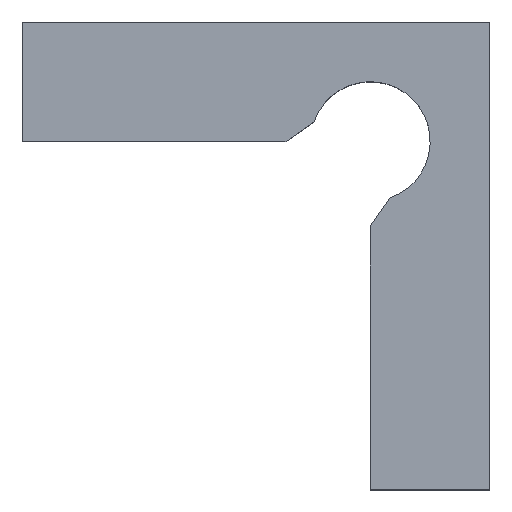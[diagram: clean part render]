
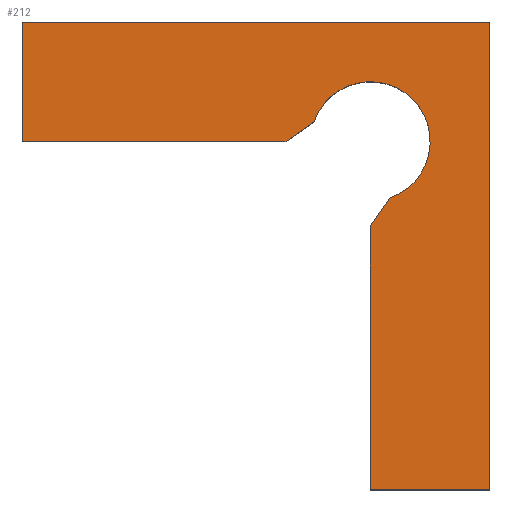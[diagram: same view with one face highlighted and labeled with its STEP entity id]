
A CAD part, top view. The second image highlights one B-rep face of the part: STEP entity #212.
In plain terms, the highlighted planar face has unit normal (0, 0, 1).
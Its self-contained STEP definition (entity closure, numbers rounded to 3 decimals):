
#33=DIRECTION('',(0.816,0.577,0.));
#34=VECTOR('',#33,3.464);
#35=CARTESIAN_POINT('',(26.515,0.,15.));
#36=LINE('',#35,#34);
#37=DIRECTION('',(1.,0.,0.));
#38=VECTOR('',#37,26.515);
#39=CARTESIAN_POINT('',(0.,0.,15.));
#40=LINE('',#39,#38);
#41=DIRECTION('',(0.,-1.,0.));
#42=VECTOR('',#41,12.);
#43=CARTESIAN_POINT('',(0.,12.,15.));
#44=LINE('',#43,#42);
#45=DIRECTION('',(-1.,0.,0.));
#46=VECTOR('',#45,47.);
#47=CARTESIAN_POINT('',(47.,12.,15.));
#48=LINE('',#47,#46);
#49=DIRECTION('',(0.,1.,0.));
#50=VECTOR('',#49,47.);
#51=CARTESIAN_POINT('',(47.,-35.,15.));
#52=LINE('',#51,#50);
#53=DIRECTION('',(1.,0.,0.));
#54=VECTOR('',#53,12.);
#55=CARTESIAN_POINT('',(35.,-35.,15.));
#56=LINE('',#55,#54);
#57=DIRECTION('',(0.,-1.,0.));
#58=VECTOR('',#57,26.515);
#59=CARTESIAN_POINT('',(35.,-8.485,15.));
#60=LINE('',#59,#58);
#61=DIRECTION('',(-0.577,-0.816,0.));
#62=VECTOR('',#61,3.464);
#63=CARTESIAN_POINT('',(37.,-5.657,15.));
#64=LINE('',#63,#62);
#97=CARTESIAN_POINT('',(35.,0.,15.));
#98=DIRECTION('',(0.,0.,-1.));
#99=DIRECTION('',(-0.943,0.333,0.));
#100=AXIS2_PLACEMENT_3D('',#97,#98,#99);
#121=CARTESIAN_POINT('',(35.,-35.,15.));
#122=CARTESIAN_POINT('',(47.,-35.,15.));
#123=VERTEX_POINT('',#121);
#124=VERTEX_POINT('',#122);
#125=CARTESIAN_POINT('',(47.,12.,15.));
#126=VERTEX_POINT('',#125);
#127=CARTESIAN_POINT('',(0.,12.,15.));
#128=VERTEX_POINT('',#127);
#129=CARTESIAN_POINT('',(0.,0.,15.));
#130=VERTEX_POINT('',#129);
#131=CARTESIAN_POINT('',(26.515,0.,15.));
#132=CARTESIAN_POINT('',(29.343,2.,15.));
#133=VERTEX_POINT('',#131);
#134=VERTEX_POINT('',#132);
#143=CARTESIAN_POINT('',(37.,-5.657,15.));
#144=VERTEX_POINT('',#143);
#145=CARTESIAN_POINT('',(35.,-8.485,15.));
#146=VERTEX_POINT('',#145);
#188=CARTESIAN_POINT('',(0.,0.,15.));
#189=DIRECTION('',(0.,0.,1.));
#190=DIRECTION('',(1.,0.,0.));
#191=AXIS2_PLACEMENT_3D('',#188,#189,#190);
#192=PLANE('',#191);
#193=ORIENTED_EDGE('',*,*,#178,.F.);
#195=ORIENTED_EDGE('',*,*,#194,.F.);
#197=ORIENTED_EDGE('',*,*,#196,.F.);
#199=ORIENTED_EDGE('',*,*,#198,.F.);
#201=ORIENTED_EDGE('',*,*,#200,.F.);
#203=ORIENTED_EDGE('',*,*,#202,.F.);
#205=ORIENTED_EDGE('',*,*,#204,.F.);
#207=ORIENTED_EDGE('',*,*,#206,.F.);
#209=ORIENTED_EDGE('',*,*,#208,.F.);
#210=EDGE_LOOP('',(#193,#195,#197,#199,#201,#203,#205,#207,#209));
#211=FACE_OUTER_BOUND('',#210,.F.);
#212=ADVANCED_FACE('',(#211),#192,.T.);
#101=CIRCLE('',#100,6.);
#178=EDGE_CURVE('',#133,#134,#36,.T.);
#194=EDGE_CURVE('',#130,#133,#40,.T.);
#196=EDGE_CURVE('',#128,#130,#44,.T.);
#198=EDGE_CURVE('',#126,#128,#48,.T.);
#200=EDGE_CURVE('',#124,#126,#52,.T.);
#202=EDGE_CURVE('',#123,#124,#56,.T.);
#204=EDGE_CURVE('',#146,#123,#60,.T.);
#206=EDGE_CURVE('',#144,#146,#64,.T.);
#208=EDGE_CURVE('',#134,#144,#101,.T.);
